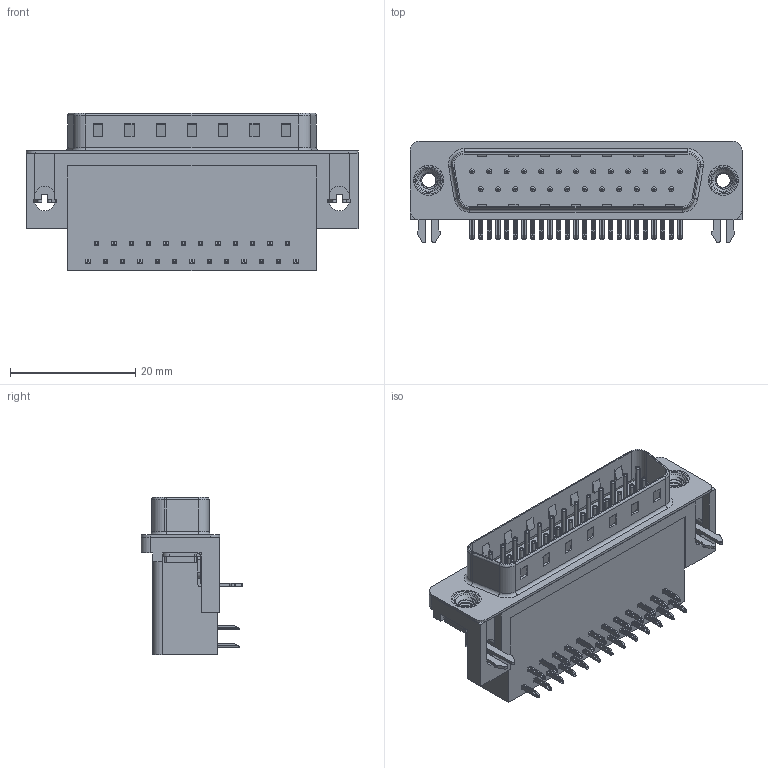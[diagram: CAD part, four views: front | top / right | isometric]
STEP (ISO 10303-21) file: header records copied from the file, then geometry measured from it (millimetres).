
FILE_DESCRIPTION (( 'STEP AP203' ), '1' );
FILE_NAME ('625-025-262-532.STEP', '2018-11-06T01:47:01', ( '' ), ( '' ), 'SwSTEP 2.0', 'SolidWorks 2016', '' );
FILE_SCHEMA (( 'CONFIG_CONTROL_DESIGN' ));
Length unit declared in the file: millimetre
Products named in the file (7): 625 Contact Bottom; 625 Contact Top; 625 2 Prong Board Lock; 625 4-40 Threaded Rivet; 625-025-262-532; 625 Housing_25 Socket; 625 Shell_25 Socket
Assembly tree (31 placements, depth 2):
  625-025-262-532
    625 Housing_25 Socket
    625 Shell_25 Socket
    625 Contact Bottom  x12
    625 Contact Top  x13
    625 2 Prong Board Lock  x2
    625 4-40 Threaded Rivet  x2
Bounding box: 53.04 x 16.25 x 25.16 mm (x, y, z)
Volume: 9164.4 mm3; surface area: 8867.6 mm2
Topology: 31 solids, 31 shells, 2305 faces, 5733 edges, 3547 vertices
Faces by surface type: plane 1437, cylinder 669, torus 181, cone 12, bspline 6
Entity records: 23380 total; most frequent: CARTESIAN_POINT 5303, DIRECTION 3516, ORIENTED_EDGE 3398, EDGE_CURVE 1699, LINE 1208, VECTOR 1208, AXIS2_PLACEMENT_3D 1154, VERTEX_POINT 1091
